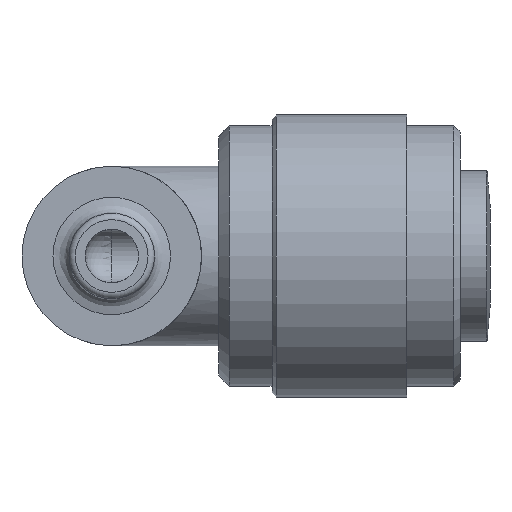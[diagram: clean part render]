
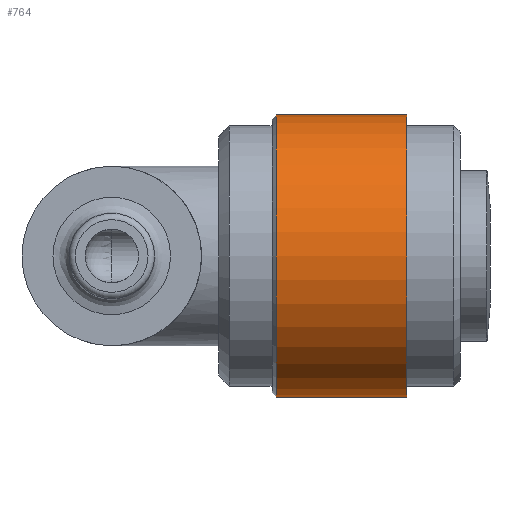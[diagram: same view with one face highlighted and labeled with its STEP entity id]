
A CAD part, front view. The second image highlights one B-rep face of the part: STEP entity #764.
In plain terms, the highlighted cylindrical face has radius 6.6 mm (diameter 13.2 mm), a full revolution.
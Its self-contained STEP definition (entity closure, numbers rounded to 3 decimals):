
#730=CARTESIAN_POINT('',(7.7,30.1,0.0));
#731=VERTEX_POINT('',#730);
#732=CARTESIAN_POINT('',(7.7,23.5,0.0));
#733=DIRECTION('',(1.0,0.0,0.0));
#734=DIRECTION('',(0.0,1.0,0.0));
#735=AXIS2_PLACEMENT_3D('',#732,#733,#734);
#736=CIRCLE('',#735,6.6);
#737=EDGE_CURVE('',#731,#731,#736,.T.);
#745=CARTESIAN_POINT('',(10.75,23.5,0.0));
#746=DIRECTION('',(1.0,0.0,0.0));
#747=DIRECTION('',(0.0,1.0,0.0));
#748=AXIS2_PLACEMENT_3D('',#745,#746,#747);
#749=CYLINDRICAL_SURFACE('',#748,6.6);
#750=CARTESIAN_POINT('',(13.8,30.1,0.0));
#751=VERTEX_POINT('',#750);
#752=CARTESIAN_POINT('',(13.8,23.5,0.0));
#753=DIRECTION('',(1.0,0.0,0.0));
#754=DIRECTION('',(0.0,1.0,0.0));
#755=AXIS2_PLACEMENT_3D('',#752,#753,#754);
#756=CIRCLE('',#755,6.6);
#757=EDGE_CURVE('',#751,#751,#756,.T.);
#758=ORIENTED_EDGE('',*,*,#757,.F.);
#759=EDGE_LOOP('',(#758));
#760=FACE_OUTER_BOUND('',#759,.T.);
#761=ORIENTED_EDGE('',*,*,#737,.T.);
#762=EDGE_LOOP('',(#761));
#763=FACE_BOUND('',#762,.T.);
#764=ADVANCED_FACE('',(#760,#763),#749,.T.);
